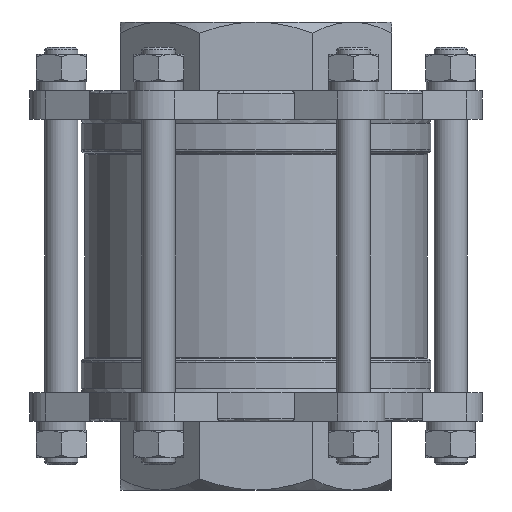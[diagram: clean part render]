
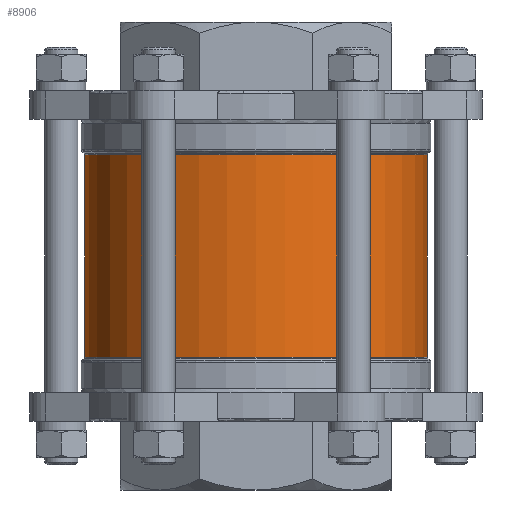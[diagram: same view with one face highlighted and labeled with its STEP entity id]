
A CAD part, front view. The second image highlights one B-rep face of the part: STEP entity #8906.
In plain terms, the highlighted cylindrical face has radius 82 mm (diameter 164 mm), a partial arc.
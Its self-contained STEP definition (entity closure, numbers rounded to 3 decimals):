
#108=LINE('',#14208,#526);
#109=LINE('',#14212,#527);
#526=VECTOR('',#11005,1000.);
#527=VECTOR('',#11008,1000.);
#897=CYLINDRICAL_SURFACE('',#9645,82.);
#1389=CIRCLE('',#9646,82.);
#1390=CIRCLE('',#9647,82.);
#2140=ORIENTED_EDGE('',*,*,#4782,.T.);
#2141=ORIENTED_EDGE('',*,*,#4783,.T.);
#2142=ORIENTED_EDGE('',*,*,#4784,.F.);
#2143=ORIENTED_EDGE('',*,*,#4785,.F.);
#4782=EDGE_CURVE('',#6070,#6071,#1389,.T.);
#4783=EDGE_CURVE('',#6071,#6072,#108,.T.);
#4784=EDGE_CURVE('',#6073,#6072,#1390,.T.);
#4785=EDGE_CURVE('',#6070,#6073,#109,.T.);
#6070=VERTEX_POINT('',#14206);
#6071=VERTEX_POINT('',#14207);
#6072=VERTEX_POINT('',#14209);
#6073=VERTEX_POINT('',#14211);
#7256=EDGE_LOOP('',(#2140,#2141,#2142,#2143));
#8001=FACE_BOUND('',#7256,.T.);
#8906=ADVANCED_FACE('',(#8001),#897,.T.);
#9645=AXIS2_PLACEMENT_3D('',#14204,#11001,#11002);
#9646=AXIS2_PLACEMENT_3D('',#14205,#11003,#11004);
#9647=AXIS2_PLACEMENT_3D('',#14210,#11006,#11007);
#11001=DIRECTION('',(0.,0.,-1.));
#11002=DIRECTION('',(-1.,0.,0.));
#11003=DIRECTION('',(0.,0.,-1.));
#11004=DIRECTION('',(-1.,0.,0.));
#11005=DIRECTION('',(0.,0.,-1.));
#11006=DIRECTION('',(0.,0.,-1.));
#11007=DIRECTION('',(-1.,0.,0.));
#11008=DIRECTION('',(0.,0.,-1.));
#14204=CARTESIAN_POINT('',(0.,0.,-79.));
#14205=CARTESIAN_POINT('',(0.,0.,48.386));
#14206=CARTESIAN_POINT('',(78.389,24.066,48.386));
#14207=CARTESIAN_POINT('',(-78.389,24.066,48.386));
#14208=CARTESIAN_POINT('',(-78.389,24.066,63.5));
#14209=CARTESIAN_POINT('',(-78.389,24.066,-48.386));
#14210=CARTESIAN_POINT('',(0.,0.,-48.386));
#14211=CARTESIAN_POINT('',(78.389,24.066,-48.386));
#14212=CARTESIAN_POINT('',(78.389,24.066,63.5));
